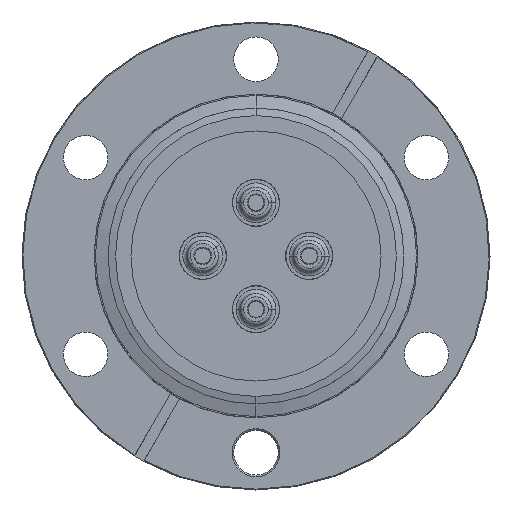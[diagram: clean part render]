
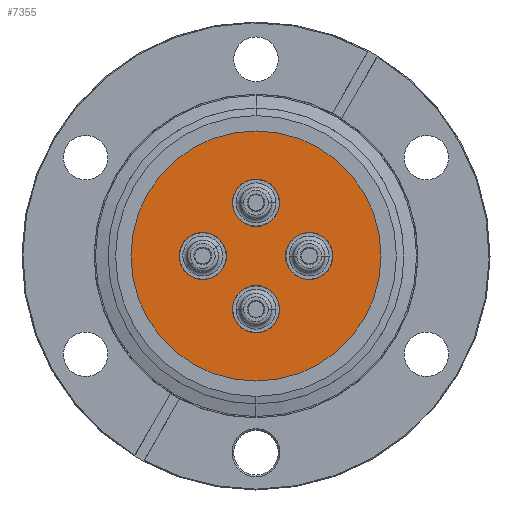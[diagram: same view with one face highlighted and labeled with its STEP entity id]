
A CAD part, front view. The second image highlights one B-rep face of the part: STEP entity #7355.
In plain terms, the highlighted planar face has unit normal (0, -1, 0).
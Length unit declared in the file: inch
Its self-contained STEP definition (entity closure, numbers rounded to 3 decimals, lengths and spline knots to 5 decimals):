
#497 = DIRECTION ( 'NONE',  ( 0., 0., 1. ) ) ;
#498 = DIRECTION ( 'NONE',  ( 0., -1., 0. ) ) ;
#501 = CARTESIAN_POINT ( 'NONE',  ( 0., -0.114, 0. ) ) ;
#509 = DIRECTION ( 'NONE',  ( 0., 0., 1. ) ) ;
#510 = DIRECTION ( 'NONE',  ( 0., -1., 0. ) ) ;
#511 = CARTESIAN_POINT ( 'NONE',  ( 0., -0.114, 0.3125 ) ) ;
#525 = DIRECTION ( 'NONE',  ( 0., 0., 1. ) ) ;
#526 = DIRECTION ( 'NONE',  ( 0., -1., 0. ) ) ;
#527 = CARTESIAN_POINT ( 'NONE',  ( 0.3125, -0.114, 0. ) ) ;
#541 = DIRECTION ( 'NONE',  ( 0., 0., 1. ) ) ;
#544 = DIRECTION ( 'NONE',  ( 0., -1., 0. ) ) ;
#545 = CARTESIAN_POINT ( 'NONE',  ( 0., -0.114, -0.3125 ) ) ;
#559 = DIRECTION ( 'NONE',  ( 0., 0., 1. ) ) ;
#560 = DIRECTION ( 'NONE',  ( 0., -1., 0. ) ) ;
#561 = CARTESIAN_POINT ( 'NONE',  ( -0.3125, -0.114, 0. ) ) ;
#1773 = EDGE_LOOP ( 'NONE', ( #3519, #3518 ) ) ;
#1778 = EDGE_LOOP ( 'NONE', ( #3521, #3520 ) ) ;
#1779 = EDGE_LOOP ( 'NONE', ( #3527, #3526 ) ) ;
#1784 = EDGE_LOOP ( 'NONE', ( #3525, #3524 ) ) ;
#1788 = EDGE_LOOP ( 'NONE', ( #3523, #3522 ) ) ;
#2051 = AXIS2_PLACEMENT_3D ( 'NONE', #561, #560, #559 ) ;
#2053 = AXIS2_PLACEMENT_3D ( 'NONE', #545, #544, #541 ) ;
#2055 = AXIS2_PLACEMENT_3D ( 'NONE', #527, #526, #525 ) ;
#2057 = AXIS2_PLACEMENT_3D ( 'NONE', #511, #510, #509 ) ;
#2058 = AXIS2_PLACEMENT_3D ( 'NONE', #501, #498, #497 ) ;
#2120 = AXIS2_PLACEMENT_3D ( 'NONE', #3748, #3745, #3743 ) ;
#2121 = AXIS2_PLACEMENT_3D ( 'NONE', #3724, #3806, #3721 ) ;
#2122 = AXIS2_PLACEMENT_3D ( 'NONE', #3713, #3708, #3837 ) ;
#2123 = AXIS2_PLACEMENT_3D ( 'NONE', #3700, #3699, #3876 ) ;
#2124 = AXIS2_PLACEMENT_3D ( 'NONE', #3787, #3694, #3805 ) ;
#2210 = AXIS2_PLACEMENT_3D ( 'NONE', #3127, #3132, #3117 ) ;
#2948 = EDGE_CURVE ( 'NONE', #7811, #7810, #4783, .T. ) ;
#2952 = EDGE_CURVE ( 'NONE', #7807, #7806, #4789, .T. ) ;
#2956 = EDGE_CURVE ( 'NONE', #7803, #7802, #4795, .T. ) ;
#2960 = EDGE_CURVE ( 'NONE', #7799, #7798, #4801, .T. ) ;
#2962 = EDGE_CURVE ( 'NONE', #7801, #7800, #4802, .T. ) ;
#3117 = DIRECTION ( 'NONE',  ( 0., 0., 1. ) ) ;
#3127 = CARTESIAN_POINT ( 'NONE',  ( 0., -0.114, 0. ) ) ;
#3132 = DIRECTION ( 'NONE',  ( 0., -1., 0. ) ) ;
#3137 = PLANE ( 'NONE',  #2210 ) ;
#3518 = ORIENTED_EDGE ( 'NONE', *, *, #2962, .T. ) ;
#3519 = ORIENTED_EDGE ( 'NONE', *, *, #7260, .T. ) ;
#3520 = ORIENTED_EDGE ( 'NONE', *, *, #2960, .F. ) ;
#3521 = ORIENTED_EDGE ( 'NONE', *, *, #7265, .F. ) ;
#3522 = ORIENTED_EDGE ( 'NONE', *, *, #2956, .F. ) ;
#3523 = ORIENTED_EDGE ( 'NONE', *, *, #7264, .F. ) ;
#3524 = ORIENTED_EDGE ( 'NONE', *, *, #2952, .F. ) ;
#3525 = ORIENTED_EDGE ( 'NONE', *, *, #7263, .F. ) ;
#3526 = ORIENTED_EDGE ( 'NONE', *, *, #2948, .F. ) ;
#3527 = ORIENTED_EDGE ( 'NONE', *, *, #7261, .F. ) ;
#3694 = DIRECTION ( 'NONE',  ( 0., -1., 0. ) ) ;
#3699 = DIRECTION ( 'NONE',  ( 0., -1., 0. ) ) ;
#3700 = CARTESIAN_POINT ( 'NONE',  ( 0.3125, -0.114, 0. ) ) ;
#3708 = DIRECTION ( 'NONE',  ( 0., -1., 0. ) ) ;
#3713 = CARTESIAN_POINT ( 'NONE',  ( 0., -0.114, -0.3125 ) ) ;
#3721 = DIRECTION ( 'NONE',  ( 0., 0., 1. ) ) ;
#3724 = CARTESIAN_POINT ( 'NONE',  ( -0.3125, -0.114, 0. ) ) ;
#3743 = DIRECTION ( 'NONE',  ( 0., 0., 1. ) ) ;
#3745 = DIRECTION ( 'NONE',  ( 0., -1., 0. ) ) ;
#3748 = CARTESIAN_POINT ( 'NONE',  ( 0., -0.114, 0. ) ) ;
#3787 = CARTESIAN_POINT ( 'NONE',  ( 0., -0.114, 0.3125 ) ) ;
#3805 = DIRECTION ( 'NONE',  ( 0., 0., 1. ) ) ;
#3806 = DIRECTION ( 'NONE',  ( 0., -1., 0. ) ) ;
#3837 = DIRECTION ( 'NONE',  ( 0., 0., 1. ) ) ;
#3876 = DIRECTION ( 'NONE',  ( 0., 0., 1. ) ) ;
#4783 = CIRCLE ( 'NONE', #2051, 0.1385 ) ;
#4789 = CIRCLE ( 'NONE', #2053, 0.1385 ) ;
#4795 = CIRCLE ( 'NONE', #2055, 0.1385 ) ;
#4801 = CIRCLE ( 'NONE', #2057, 0.1385 ) ;
#4802 = CIRCLE ( 'NONE', #2058, 0.735 ) ;
#4947 = CIRCLE ( 'NONE', #2122, 0.1385 ) ;
#4954 = CIRCLE ( 'NONE', #2120, 0.735 ) ;
#4955 = CIRCLE ( 'NONE', #2121, 0.1385 ) ;
#4956 = CIRCLE ( 'NONE', #2124, 0.1385 ) ;
#4958 = CIRCLE ( 'NONE', #2123, 0.1385 ) ;
#5092 = FACE_BOUND ( 'NONE', #1779, .T. ) ;
#5097 = FACE_OUTER_BOUND ( 'NONE', #1773, .T. ) ;
#5098 = FACE_BOUND ( 'NONE', #1778, .T. ) ;
#5099 = FACE_BOUND ( 'NONE', #1788, .T. ) ;
#5101 = FACE_BOUND ( 'NONE', #1784, .T. ) ;
#5791 = CARTESIAN_POINT ( 'NONE',  ( -0.3125, -0.114, -0.1385 ) ) ;
#5793 = CARTESIAN_POINT ( 'NONE',  ( -0.3125, -0.114, 0.1385 ) ) ;
#5796 = CARTESIAN_POINT ( 'NONE',  ( 0., -0.114, -0.451 ) ) ;
#5798 = CARTESIAN_POINT ( 'NONE',  ( 0., -0.114, -0.174 ) ) ;
#5802 = CARTESIAN_POINT ( 'NONE',  ( 0.3125, -0.114, -0.1385 ) ) ;
#5803 = CARTESIAN_POINT ( 'NONE',  ( 0.3125, -0.114, 0.1385 ) ) ;
#5805 = CARTESIAN_POINT ( 'NONE',  ( 0., -0.114, -0.735 ) ) ;
#5806 = CARTESIAN_POINT ( 'NONE',  ( 0., -0.114, 0.735 ) ) ;
#5807 = CARTESIAN_POINT ( 'NONE',  ( 0., -0.114, 0.174 ) ) ;
#5809 = CARTESIAN_POINT ( 'NONE',  ( 0., -0.114, 0.451 ) ) ;
#7260 = EDGE_CURVE ( 'NONE', #7800, #7801, #4954, .T. ) ;
#7261 = EDGE_CURVE ( 'NONE', #7810, #7811, #4955, .T. ) ;
#7263 = EDGE_CURVE ( 'NONE', #7806, #7807, #4947, .T. ) ;
#7264 = EDGE_CURVE ( 'NONE', #7802, #7803, #4958, .T. ) ;
#7265 = EDGE_CURVE ( 'NONE', #7798, #7799, #4956, .T. ) ;
#7355 = ADVANCED_FACE ( 'NONE', ( #5092, #5101, #5099, #5098, #5097 ), #3137, .T. ) ;
#7798 = VERTEX_POINT ( 'NONE', #5809 ) ;
#7799 = VERTEX_POINT ( 'NONE', #5807 ) ;
#7800 = VERTEX_POINT ( 'NONE', #5806 ) ;
#7801 = VERTEX_POINT ( 'NONE', #5805 ) ;
#7802 = VERTEX_POINT ( 'NONE', #5803 ) ;
#7803 = VERTEX_POINT ( 'NONE', #5802 ) ;
#7806 = VERTEX_POINT ( 'NONE', #5798 ) ;
#7807 = VERTEX_POINT ( 'NONE', #5796 ) ;
#7810 = VERTEX_POINT ( 'NONE', #5793 ) ;
#7811 = VERTEX_POINT ( 'NONE', #5791 ) ;
